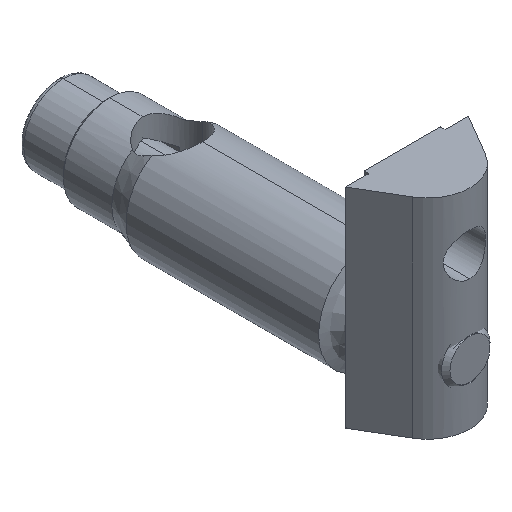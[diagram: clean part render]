
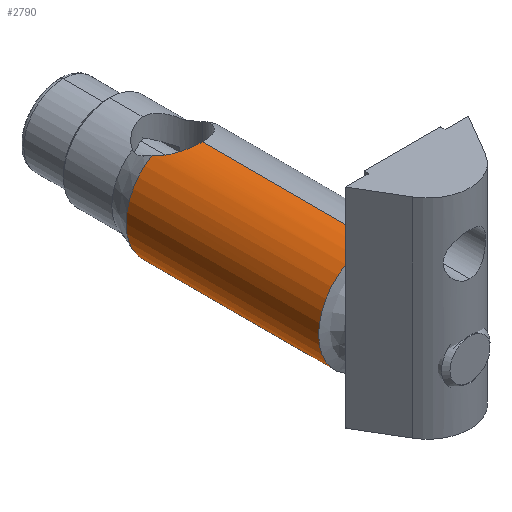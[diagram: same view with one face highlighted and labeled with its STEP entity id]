
A CAD part, isometric view. The second image highlights one B-rep face of the part: STEP entity #2790.
In plain terms, the highlighted cylindrical face has radius 9 mm (diameter 18 mm), a partial arc.
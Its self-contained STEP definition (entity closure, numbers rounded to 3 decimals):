
#76 = DIRECTION ( 'NONE',  ( 0., 0., -1. ) ) ;
#85 = CARTESIAN_POINT ( 'NONE',  ( 0., 44.2, 1.75 ) ) ;
#94 = DIRECTION ( 'NONE',  ( 0., 0., -1. ) ) ;
#119 = CARTESIAN_POINT ( 'NONE',  ( -2.56, 44.914, 1.382 ) ) ;
#438 = CARTESIAN_POINT ( 'NONE',  ( -3.2, 45.38, 1.165 ) ) ;
#462 = ORIENTED_EDGE ( 'NONE', *, *, #3737, .T. ) ;
#624 = VECTOR ( 'NONE', #777, 1000. ) ;
#664 = ORIENTED_EDGE ( 'NONE', *, *, #3517, .T. ) ;
#666 = VERTEX_POINT ( 'NONE', #2617 ) ;
#709 = EDGE_CURVE ( 'NONE', #893, #4289, #4187, .T. ) ;
#772 = CARTESIAN_POINT ( 'NONE',  ( -0.275, 44.2, 1.75 ) ) ;
#777 = DIRECTION ( 'NONE',  ( 0., -1., 0. ) ) ;
#791 = CARTESIAN_POINT ( 'NONE',  ( -3.749, 45.935, 0.934 ) ) ;
#893 = VERTEX_POINT ( 'NONE', #85 ) ;
#977 = CARTESIAN_POINT ( 'NONE',  ( 0., 13., 1.75 ) ) ;
#1054 = B_SPLINE_CURVE_WITH_KNOTS ( 'NONE', 3,
 ( #3089, #772, #1429, #3787, #1752, #4113, #2109, #119, #2426, #438, #2757, #791, #3102, #1110, #3452, #1444 ),
 .UNSPECIFIED., .F., .F.,
 ( 4, 2, 2, 2, 2, 2, 2, 4 ),
 ( 0.006, 0.007, 0.008, 0.009, 0.01, 0.011, 0.011, 0.013 ),
 .UNSPECIFIED. ) ;
#1079 = ORIENTED_EDGE ( 'NONE', *, *, #1367, .T. ) ;
#1110 = CARTESIAN_POINT ( 'NONE',  ( -4.355, 46.793, 0.633 ) ) ;
#1257 = CARTESIAN_POINT ( 'NONE',  ( -4.722, 47.791, 0.412 ) ) ;
#1263 = CARTESIAN_POINT ( 'NONE',  ( 0., 13., -16.25 ) ) ;
#1304 = LINE ( 'NONE', #1263, #2969 ) ;
#1367 = EDGE_CURVE ( 'NONE', #1722, #666, #2427, .T. ) ;
#1429 = CARTESIAN_POINT ( 'NONE',  ( -0.545, 44.223, 1.737 ) ) ;
#1444 = CARTESIAN_POINT ( 'NONE',  ( -4.722, 47.791, 0.412 ) ) ;
#1521 = CARTESIAN_POINT ( 'NONE',  ( 0., 44.2, -16.25 ) ) ;
#1539 = CARTESIAN_POINT ( 'NONE',  ( -0.275, 44.2, -16.25 ) ) ;
#1548 = CARTESIAN_POINT ( 'NONE',  ( 0., 13., -7.25 ) ) ;
#1562 = CARTESIAN_POINT ( 'NONE',  ( -0.546, 44.223, -16.237 ) ) ;
#1573 = CARTESIAN_POINT ( 'NONE',  ( -1.08, 44.313, -16.189 ) ) ;
#1645 = CIRCLE ( 'NONE', #2187, 9. ) ;
#1722 = VERTEX_POINT ( 'NONE', #4313 ) ;
#1745 = CARTESIAN_POINT ( 'NONE',  ( 0., 16., -16.25 ) ) ;
#1752 = CARTESIAN_POINT ( 'NONE',  ( -1.341, 44.379, 1.653 ) ) ;
#1844 = CARTESIAN_POINT ( 'NONE',  ( -1.346, 44.381, -16.152 ) ) ;
#1861 = CARTESIAN_POINT ( 'NONE',  ( -1.854, 44.556, -16.061 ) ) ;
#1879 = CARTESIAN_POINT ( 'NONE',  ( -2.096, 44.663, -16.006 ) ) ;
#1904 = CARTESIAN_POINT ( 'NONE',  ( -2.559, 44.913, -15.882 ) ) ;
#2067 = DIRECTION ( 'NONE',  ( 0., 1., 0. ) ) ;
#2085 = DIRECTION ( 'NONE',  ( 0., -1., 0. ) ) ;
#2109 = CARTESIAN_POINT ( 'NONE',  ( -2.095, 44.663, 1.506 ) ) ;
#2167 = VERTEX_POINT ( 'NONE', #1745 ) ;
#2185 = CARTESIAN_POINT ( 'NONE',  ( -2.781, 45.057, -15.812 ) ) ;
#2187 = AXIS2_PLACEMENT_3D ( 'NONE', #4070, #2067, #76 ) ;
#2199 = CARTESIAN_POINT ( 'NONE',  ( -3.408, 45.54, -15.592 ) ) ;
#2246 = CARTESIAN_POINT ( 'NONE',  ( -3.764, 45.919, -15.432 ) ) ;
#2293 = AXIS2_PLACEMENT_3D ( 'NONE', #4091, #2085, #94 ) ;
#2426 = CARTESIAN_POINT ( 'NONE',  ( -2.783, 45.059, 1.312 ) ) ;
#2427 = B_SPLINE_CURVE_WITH_KNOTS ( 'NONE', 3,
 ( #2876, #3506, #2489, #2246, #2199, #2185, #1904, #1879, #1861, #1844, #1573, #1562, #1539, #1521 ),
 .UNSPECIFIED., .F., .F.,
 ( 4, 2, 2, 2, 2, 2, 4 ),
 ( -0.007, -0.005, -0.003, -0.002, -0.002, -0.001, 0. ),
 .UNSPECIFIED. ) ;
#2470 = AXIS2_PLACEMENT_3D ( 'NONE', #1548, #3195, #3226 ) ;
#2489 = CARTESIAN_POINT ( 'NONE',  ( -4.355, 46.792, -15.133 ) ) ;
#2524 = ORIENTED_EDGE ( 'NONE', *, *, #709, .F. ) ;
#2617 = CARTESIAN_POINT ( 'NONE',  ( 0., 44.2, -16.25 ) ) ;
#2650 = CARTESIAN_POINT ( 'NONE',  ( 0., 16., 1.75 ) ) ;
#2757 = CARTESIAN_POINT ( 'NONE',  ( -3.393, 45.555, 1.088 ) ) ;
#2790 = ADVANCED_FACE ( 'NONE', ( #3327 ), #3811, .T. ) ;
#2876 = CARTESIAN_POINT ( 'NONE',  ( -4.722, 47.791, -14.912 ) ) ;
#2882 = DIRECTION ( 'NONE',  ( 0., -1., 0. ) ) ;
#2909 = EDGE_LOOP ( 'NONE', ( #2524, #462, #664, #1079, #3769, #4335 ) ) ;
#2969 = VECTOR ( 'NONE', #2882, 1000. ) ;
#3003 = EDGE_CURVE ( 'NONE', #2167, #4289, #1645, .T. ) ;
#3089 = CARTESIAN_POINT ( 'NONE',  ( 0., 44.2, 1.75 ) ) ;
#3102 = CARTESIAN_POINT ( 'NONE',  ( -3.914, 46.141, 0.856 ) ) ;
#3195 = DIRECTION ( 'NONE',  ( 0., -1., 0. ) ) ;
#3226 = DIRECTION ( 'NONE',  ( 0., 0., -1. ) ) ;
#3264 = EDGE_CURVE ( 'NONE', #666, #2167, #1304, .T. ) ;
#3327 = FACE_OUTER_BOUND ( 'NONE', #2909, .T. ) ;
#3452 = CARTESIAN_POINT ( 'NONE',  ( -4.577, 47.268, 0.501 ) ) ;
#3506 = CARTESIAN_POINT ( 'NONE',  ( -4.577, 47.268, -15.001 ) ) ;
#3517 = EDGE_CURVE ( 'NONE', #4063, #1722, #3662, .T. ) ;
#3662 = CIRCLE ( 'NONE', #2293, 9. ) ;
#3737 = EDGE_CURVE ( 'NONE', #893, #4063, #1054, .T. ) ;
#3769 = ORIENTED_EDGE ( 'NONE', *, *, #3264, .T. ) ;
#3787 = CARTESIAN_POINT ( 'NONE',  ( -1.078, 44.312, 1.689 ) ) ;
#3811 = CYLINDRICAL_SURFACE ( 'NONE', #2470, 9. ) ;
#4063 = VERTEX_POINT ( 'NONE', #1257 ) ;
#4070 = CARTESIAN_POINT ( 'NONE',  ( 0., 16., -7.25 ) ) ;
#4091 = CARTESIAN_POINT ( 'NONE',  ( 0., 47.791, -7.25 ) ) ;
#4113 = CARTESIAN_POINT ( 'NONE',  ( -1.851, 44.555, 1.561 ) ) ;
#4187 = LINE ( 'NONE', #977, #624 ) ;
#4289 = VERTEX_POINT ( 'NONE', #2650 ) ;
#4313 = CARTESIAN_POINT ( 'NONE',  ( -4.722, 47.791, -14.912 ) ) ;
#4335 = ORIENTED_EDGE ( 'NONE', *, *, #3003, .T. ) ;
